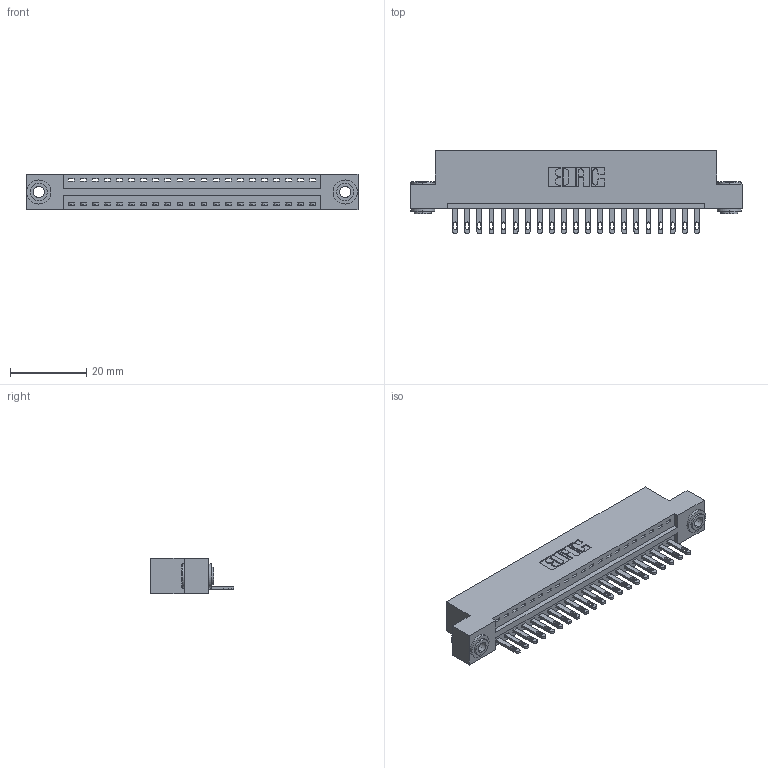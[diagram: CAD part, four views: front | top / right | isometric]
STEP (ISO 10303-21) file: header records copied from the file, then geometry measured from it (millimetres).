
FILE_DESCRIPTION (( 'STEP AP203' ), '1' );
FILE_NAME ('346-021-500-103.STEP', '2022-05-05T17:24:05', ( '' ), ( '' ), 'SwSTEP 2.0', 'SolidWorks 2020', '' );
FILE_SCHEMA (( 'CONFIG_CONTROL_DESIGN' ));
Length unit declared in the file: inch
Products named in the file (4): 345-292-001_345-293-100; 346-021-500-103; 346 Part_Flush Mounting Lugs - 0.156 Dia-TH; 345-250-002_345-250-002-102
Assembly tree (24 placements, depth 2):
  346-021-500-103
    346 Part_Flush Mounting Lugs - 0.156 Dia-TH
    345-292-001_345-293-100  x21
    345-250-002_345-250-002-102  x2
Bounding box: 87.25 x 21.84 x 9.4 mm (x, y, z)
Volume: 8221.3 mm3; surface area: 10349.3 mm2
Topology: 24 solids, 24 shells, 1308 faces, 3969 edges, 2642 vertices
Faces by surface type: plane 814, cylinder 486, cone 8
Entity records: 16856 total; most frequent: CARTESIAN_POINT 2876, ORIENTED_EDGE 2822, DIRECTION 2595, EDGE_CURVE 1411, VECTOR 1167, LINE 1167, VERTEX_POINT 938, AXIS2_PLACEMENT_3D 714
